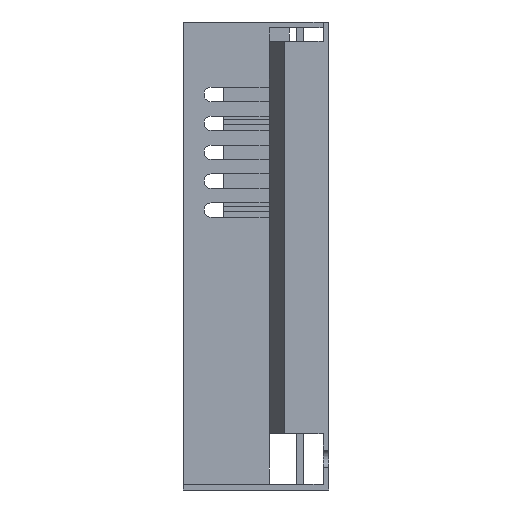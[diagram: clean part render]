
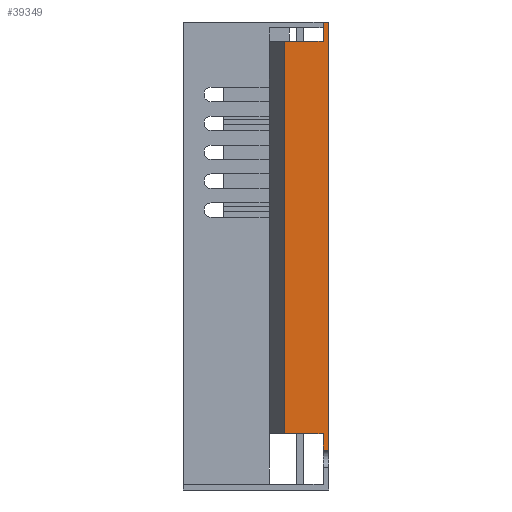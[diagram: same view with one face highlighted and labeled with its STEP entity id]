
A CAD part, left-side view. The second image highlights one B-rep face of the part: STEP entity #39349.
In plain terms, the highlighted planar face has unit normal (-1, 0, 0).
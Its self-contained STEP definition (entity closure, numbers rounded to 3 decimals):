
#315 = VECTOR ( 'NONE', #7508, 1000. ) ;
#558 = ORIENTED_EDGE ( 'NONE', *, *, #1661, .F. ) ;
#780 = DIRECTION ( 'NONE',  ( 0., 1., 0. ) ) ;
#1007 = CARTESIAN_POINT ( 'NONE',  ( 0., 30.201, -88.75 ) ) ;
#1214 = VERTEX_POINT ( 'NONE', #24697 ) ;
#1259 = DIRECTION ( 'NONE',  ( 0., 0., 1. ) ) ;
#1605 = CARTESIAN_POINT ( 'NONE',  ( 0., 1.2, 0. ) ) ;
#1661 = EDGE_CURVE ( 'NONE', #35735, #33002, #4741, .T. ) ;
#3191 = CARTESIAN_POINT ( 'NONE',  ( 0., 1.2, -4. ) ) ;
#3568 = VECTOR ( 'NONE', #12202, 1000. ) ;
#3636 = CARTESIAN_POINT ( 'NONE',  ( 0., 12.375, -85.3 ) ) ;
#4079 = CARTESIAN_POINT ( 'NONE',  ( 0., 9.2, -4. ) ) ;
#4142 = LINE ( 'NONE', #1007, #25100 ) ;
#4419 = CARTESIAN_POINT ( 'NONE',  ( 0., 0., 0. ) ) ;
#4719 = VECTOR ( 'NONE', #27202, 1000. ) ;
#4741 = LINE ( 'NONE', #1605, #4719 ) ;
#4929 = CARTESIAN_POINT ( 'NONE',  ( 0., 9.2, -85.3 ) ) ;
#5734 = VECTOR ( 'NONE', #10314, 1000. ) ;
#7508 = DIRECTION ( 'NONE',  ( 0., 0., 1. ) ) ;
#7963 = CARTESIAN_POINT ( 'NONE',  ( 0., 9.2, -97.002 ) ) ;
#8565 = LINE ( 'NONE', #7963, #10874 ) ;
#9571 = AXIS2_PLACEMENT_3D ( 'NONE', #28215, #40998, #40590 ) ;
#10314 = DIRECTION ( 'NONE',  ( 0., -1., 0. ) ) ;
#10341 = DIRECTION ( 'NONE',  ( 0., 1., 0. ) ) ;
#10874 = VECTOR ( 'NONE', #11100, 1000. ) ;
#11100 = DIRECTION ( 'NONE',  ( 0., 0., 1. ) ) ;
#11158 = EDGE_CURVE ( 'NONE', #27882, #23536, #39043, .T. ) ;
#12202 = DIRECTION ( 'NONE',  ( 0., 0., 1. ) ) ;
#13305 = CARTESIAN_POINT ( 'NONE',  ( 0., 1.2, -85.3 ) ) ;
#13540 = ORIENTED_EDGE ( 'NONE', *, *, #16475, .T. ) ;
#16475 = EDGE_CURVE ( 'NONE', #1214, #33002, #33169, .T. ) ;
#17214 = CARTESIAN_POINT ( 'NONE',  ( 0., 1.2, 0. ) ) ;
#17443 = EDGE_CURVE ( 'NONE', #29354, #19330, #22921, .T. ) ;
#17905 = LINE ( 'NONE', #40925, #3568 ) ;
#18363 = PLANE ( 'NONE',  #9571 ) ;
#19330 = VERTEX_POINT ( 'NONE', #4929 ) ;
#22641 = CARTESIAN_POINT ( 'NONE',  ( 0., 1.2, 0. ) ) ;
#22659 = ORIENTED_EDGE ( 'NONE', *, *, #38812, .F. ) ;
#22921 = LINE ( 'NONE', #3636, #23206 ) ;
#23206 = VECTOR ( 'NONE', #10341, 1000. ) ;
#23531 = CARTESIAN_POINT ( 'NONE',  ( 0., 0., 0. ) ) ;
#23536 = VERTEX_POINT ( 'NONE', #37825 ) ;
#24672 = EDGE_LOOP ( 'NONE', ( #26082, #40623, #13540, #558, #33947, #31400, #22659, #33929 ) ) ;
#24697 = CARTESIAN_POINT ( 'NONE',  ( 0., 0., -88.75 ) ) ;
#25100 = VECTOR ( 'NONE', #780, 1000. ) ;
#26082 = ORIENTED_EDGE ( 'NONE', *, *, #26901, .F. ) ;
#26901 = EDGE_CURVE ( 'NONE', #31747, #29354, #17905, .T. ) ;
#27202 = DIRECTION ( 'NONE',  ( 0., -1., 0. ) ) ;
#27882 = VERTEX_POINT ( 'NONE', #4079 ) ;
#28215 = CARTESIAN_POINT ( 'NONE',  ( 0., 1.2, 0. ) ) ;
#29354 = VERTEX_POINT ( 'NONE', #13305 ) ;
#29528 = LINE ( 'NONE', #22641, #315 ) ;
#31376 = FACE_OUTER_BOUND ( 'NONE', #24672, .T. ) ;
#31400 = ORIENTED_EDGE ( 'NONE', *, *, #11158, .F. ) ;
#31747 = VERTEX_POINT ( 'NONE', #34237 ) ;
#33002 = VERTEX_POINT ( 'NONE', #23531 ) ;
#33169 = LINE ( 'NONE', #4419, #35315 ) ;
#33929 = ORIENTED_EDGE ( 'NONE', *, *, #17443, .F. ) ;
#33947 = ORIENTED_EDGE ( 'NONE', *, *, #41446, .F. ) ;
#34237 = CARTESIAN_POINT ( 'NONE',  ( 0., 1.2, -88.75 ) ) ;
#35315 = VECTOR ( 'NONE', #1259, 1000. ) ;
#35735 = VERTEX_POINT ( 'NONE', #17214 ) ;
#37825 = CARTESIAN_POINT ( 'NONE',  ( 0., 1.2, -4. ) ) ;
#38812 = EDGE_CURVE ( 'NONE', #19330, #27882, #8565, .T. ) ;
#39043 = LINE ( 'NONE', #3191, #5734 ) ;
#39349 = ADVANCED_FACE ( 'NONE', ( #31376 ), #18363, .F. ) ;
#40590 = DIRECTION ( 'NONE',  ( 0., 0., -1. ) ) ;
#40623 = ORIENTED_EDGE ( 'NONE', *, *, #41504, .F. ) ;
#40925 = CARTESIAN_POINT ( 'NONE',  ( 0., 1.2, -95.8 ) ) ;
#40998 = DIRECTION ( 'NONE',  ( 1., 0., 0. ) ) ;
#41446 = EDGE_CURVE ( 'NONE', #23536, #35735, #29528, .T. ) ;
#41504 = EDGE_CURVE ( 'NONE', #1214, #31747, #4142, .T. ) ;
